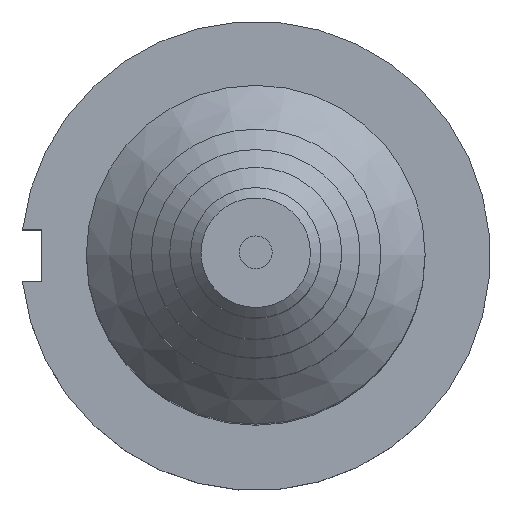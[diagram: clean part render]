
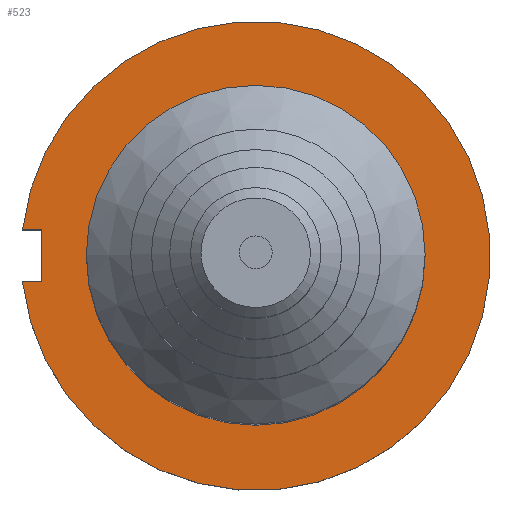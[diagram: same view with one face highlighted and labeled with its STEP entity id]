
A CAD part, top view. The second image highlights one B-rep face of the part: STEP entity #523.
In plain terms, the highlighted planar face has unit normal (0, 0, 1).
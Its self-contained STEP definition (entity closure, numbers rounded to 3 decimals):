
#54=LINE('',#908,#64);
#57=LINE('',#914,#67);
#61=LINE('',#924,#71);
#64=VECTOR('',#706,1.);
#67=VECTOR('',#711,0.372);
#71=VECTOR('',#723,0.372);
#77=PLANE('',#602);
#138=FACE_OUTER_BOUND('',#197,.T.);
#197=EDGE_LOOP('',(#422,#423,#424,#425));
#272=CIRCLE('',#600,4.5);
#312=VERTEX_POINT('',#905);
#313=VERTEX_POINT('',#907);
#315=VERTEX_POINT('',#913);
#317=VERTEX_POINT('',#919);
#357=EDGE_CURVE('',#313,#312,#54,.T.);
#360=EDGE_CURVE('',#315,#313,#57,.T.);
#363=EDGE_CURVE('',#317,#315,#272,.T.);
#366=EDGE_CURVE('',#312,#317,#61,.T.);
#422=ORIENTED_EDGE('',*,*,#366,.T.);
#423=ORIENTED_EDGE('',*,*,#363,.T.);
#424=ORIENTED_EDGE('',*,*,#360,.T.);
#425=ORIENTED_EDGE('',*,*,#357,.T.);
#523=ADVANCED_FACE('',(#138),#77,.T.);
#600=AXIS2_PLACEMENT_3D('',#920,#717,#718);
#602=AXIS2_PLACEMENT_3D('',#925,#724,#725);
#706=DIRECTION('',(0.,-1.,0.));
#711=DIRECTION('',(1.,0.,0.));
#717=DIRECTION('center_axis',(0.,0.,1.));
#718=DIRECTION('ref_axis',(-0.994,-0.111,0.));
#723=DIRECTION('',(-1.,0.,0.));
#724=DIRECTION('center_axis',(0.,0.,1.));
#725=DIRECTION('ref_axis',(1.,0.,0.));
#905=CARTESIAN_POINT('',(-4.1,-0.5,1.5));
#907=CARTESIAN_POINT('',(-4.1,0.5,1.5));
#908=CARTESIAN_POINT('',(-4.1,0.5,1.5));
#913=CARTESIAN_POINT('',(-4.472,0.5,1.5));
#914=CARTESIAN_POINT('',(-4.472,0.5,1.5));
#919=CARTESIAN_POINT('',(-4.472,-0.5,1.5));
#920=CARTESIAN_POINT('Origin',(0.,0.,
1.5));
#924=CARTESIAN_POINT('',(-4.1,-0.5,1.5));
#925=CARTESIAN_POINT('Origin',(-0.176,0.,
1.5));
